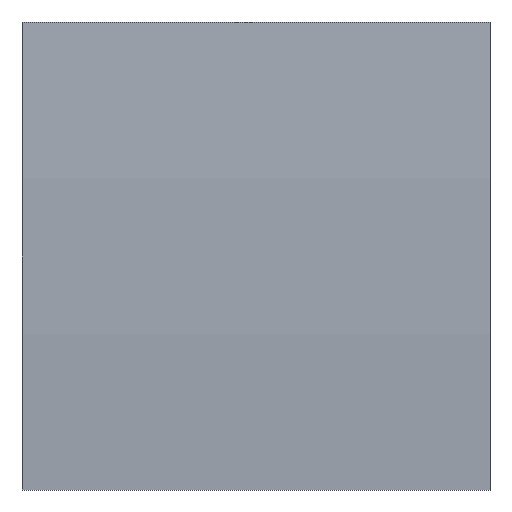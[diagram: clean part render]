
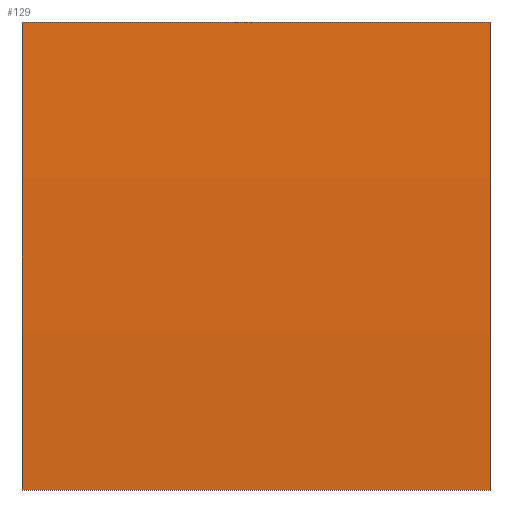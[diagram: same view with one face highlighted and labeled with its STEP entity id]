
A CAD part, left-side view. The second image highlights one B-rep face of the part: STEP entity #129.
In plain terms, the highlighted cylindrical face has radius 155.1 mm (diameter 310.2 mm), a partial arc.
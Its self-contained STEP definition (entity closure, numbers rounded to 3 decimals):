
#3 = EDGE_CURVE ( 'NONE', #150, #80, #131, .T. ) ;
#15 = EDGE_CURVE ( 'NONE', #80, #191, #18, .T. ) ;
#17 = DIRECTION ( 'NONE',  ( 0., 0., 1. ) ) ;
#18 = CIRCLE ( 'NONE', #51, 155.1 ) ;
#21 = CIRCLE ( 'NONE', #173, 155.1 ) ;
#22 = AXIS2_PLACEMENT_3D ( 'NONE', #31, #174, #74 ) ;
#23 = VECTOR ( 'NONE', #84, 1000. ) ;
#26 = CYLINDRICAL_SURFACE ( 'NONE', #22, 155.1 ) ;
#31 = CARTESIAN_POINT ( 'NONE',  ( 4.355, 20., 0. ) ) ;
#33 = VECTOR ( 'NONE', #159, 1000. ) ;
#39 = EDGE_LOOP ( 'NONE', ( #114, #160, #130, #101 ) ) ;
#51 = AXIS2_PLACEMENT_3D ( 'NONE', #82, #81, #115 ) ;
#57 = DIRECTION ( 'NONE',  ( 0., 1., 0. ) ) ;
#71 = CARTESIAN_POINT ( 'NONE',  ( -150.422, 0., -10. ) ) ;
#74 = DIRECTION ( 'NONE',  ( 0., 0., -1. ) ) ;
#80 = VERTEX_POINT ( 'NONE', #71 ) ;
#81 = DIRECTION ( 'NONE',  ( 0., 1., 0. ) ) ;
#82 = CARTESIAN_POINT ( 'NONE',  ( 4.355, 0., 0. ) ) ;
#84 = DIRECTION ( 'NONE',  ( 0., -1., 0. ) ) ;
#98 = LINE ( 'NONE', #179, #33 ) ;
#101 = ORIENTED_EDGE ( 'NONE', *, *, #3, .T. ) ;
#107 = EDGE_CURVE ( 'NONE', #150, #192, #21, .T. ) ;
#114 = ORIENTED_EDGE ( 'NONE', *, *, #15, .T. ) ;
#115 = DIRECTION ( 'NONE',  ( 0., 0., 1. ) ) ;
#117 = CARTESIAN_POINT ( 'NONE',  ( -150.422, 20., 10. ) ) ;
#123 = CARTESIAN_POINT ( 'NONE',  ( -150.422, 20., -10. ) ) ;
#127 = CARTESIAN_POINT ( 'NONE',  ( 4.355, 20., 0. ) ) ;
#129 = ADVANCED_FACE ( 'NONE', ( #148 ), #26, .T. ) ;
#130 = ORIENTED_EDGE ( 'NONE', *, *, #107, .F. ) ;
#131 = LINE ( 'NONE', #133, #23 ) ;
#133 = CARTESIAN_POINT ( 'NONE',  ( -150.422, 20., -10. ) ) ;
#148 = FACE_OUTER_BOUND ( 'NONE', #39, .T. ) ;
#150 = VERTEX_POINT ( 'NONE', #123 ) ;
#153 = CARTESIAN_POINT ( 'NONE',  ( -150.422, 0., 10. ) ) ;
#159 = DIRECTION ( 'NONE',  ( 0., -1., 0. ) ) ;
#160 = ORIENTED_EDGE ( 'NONE', *, *, #167, .F. ) ;
#167 = EDGE_CURVE ( 'NONE', #192, #191, #98, .T. ) ;
#173 = AXIS2_PLACEMENT_3D ( 'NONE', #127, #57, #17 ) ;
#174 = DIRECTION ( 'NONE',  ( 0., -1., 0. ) ) ;
#179 = CARTESIAN_POINT ( 'NONE',  ( -150.422, 20., 10. ) ) ;
#191 = VERTEX_POINT ( 'NONE', #153 ) ;
#192 = VERTEX_POINT ( 'NONE', #117 ) ;
